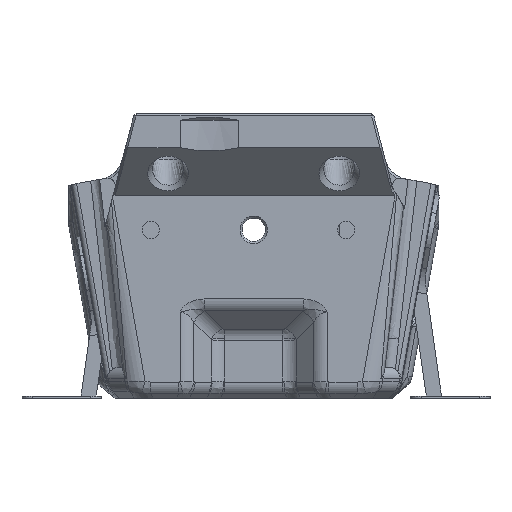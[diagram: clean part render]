
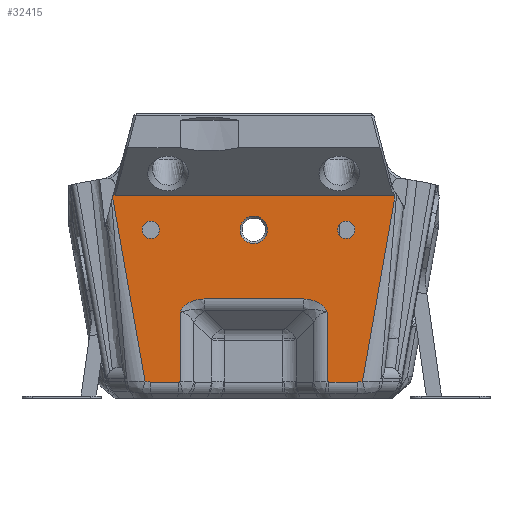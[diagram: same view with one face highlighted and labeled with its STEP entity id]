
A CAD part, front view. The second image highlights one B-rep face of the part: STEP entity #32415.
In plain terms, the highlighted planar face has unit normal (0, -1, 0).
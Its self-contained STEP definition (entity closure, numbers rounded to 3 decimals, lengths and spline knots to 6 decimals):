
#990=ELLIPSE('',#34757,0.002947,0.002);
#991=ELLIPSE('',#34761,0.006197,0.004);
#992=ELLIPSE('',#34762,0.006197,0.004);
#993=ELLIPSE('',#34766,0.002947,0.002);
#1649=B_SPLINE_CURVE_WITH_KNOTS('',3,(#53788,#53789,#53790,#53791),
 .UNSPECIFIED.,.F.,.F.,(4,4),(0.,0.999999),.UNSPECIFIED.);
#1650=B_SPLINE_CURVE_WITH_KNOTS('',3,(#53800,#53801,#53802,#53803,#53804,
#53805),.UNSPECIFIED.,.F.,.F.,(4,1,1,4),(0.,0.002711,0.004067,
0.005422),.UNSPECIFIED.);
#1651=B_SPLINE_CURVE_WITH_KNOTS('',3,(#53809,#53810,#53811,#53812,#53813,
#53814),.UNSPECIFIED.,.F.,.F.,(4,1,1,4),(0.,0.002711,0.004067,
0.005422),.UNSPECIFIED.);
#2522=CIRCLE('',#35027,0.0026);
#2523=CIRCLE('',#35028,0.00165);
#2524=CIRCLE('',#35029,0.00165);
#7663=ORIENTED_EDGE('',*,*,#15332,.F.);
#7664=ORIENTED_EDGE('',*,*,#15333,.T.);
#7665=ORIENTED_EDGE('',*,*,#15334,.T.);
#7666=ORIENTED_EDGE('',*,*,#15335,.T.);
#7667=ORIENTED_EDGE('',*,*,#15336,.F.);
#7668=ORIENTED_EDGE('',*,*,#15337,.T.);
#7669=ORIENTED_EDGE('',*,*,#14953,.F.);
#7670=ORIENTED_EDGE('',*,*,#14951,.T.);
#7671=ORIENTED_EDGE('',*,*,#14949,.F.);
#7672=ORIENTED_EDGE('',*,*,#15331,.F.);
#7673=ORIENTED_EDGE('',*,*,#15338,.F.);
#7674=ORIENTED_EDGE('',*,*,#15339,.T.);
#7675=ORIENTED_EDGE('',*,*,#15340,.T.);
#7676=ORIENTED_EDGE('',*,*,#15328,.T.);
#7677=ORIENTED_EDGE('',*,*,#14958,.T.);
#7678=ORIENTED_EDGE('',*,*,#14956,.F.);
#7679=ORIENTED_EDGE('',*,*,#14954,.T.);
#7680=ORIENTED_EDGE('',*,*,#15341,.T.);
#7681=ORIENTED_EDGE('',*,*,#15342,.F.);
#7682=ORIENTED_EDGE('',*,*,#15343,.F.);
#14949=EDGE_CURVE('',#19176,#19177,#990,.T.);
#14951=EDGE_CURVE('',#19178,#19177,#22215,.T.);
#14953=EDGE_CURVE('',#19178,#19166,#991,.T.);
#14954=EDGE_CURVE('',#19179,#19175,#992,.T.);
#14956=EDGE_CURVE('',#19179,#19180,#22216,.T.);
#14958=EDGE_CURVE('',#19181,#19180,#993,.T.);
#15328=EDGE_CURVE('',#19389,#19181,#22380,.T.);
#15331=EDGE_CURVE('',#19390,#19176,#22381,.T.);
#15332=EDGE_CURVE('',#19391,#19175,#22382,.T.);
#15333=EDGE_CURVE('',#19391,#19392,#1649,.T.);
#15334=EDGE_CURVE('',#19392,#19393,#22383,.T.);
#15335=EDGE_CURVE('',#19393,#19394,#22384,.F.);
#15336=EDGE_CURVE('',#19395,#19394,#22385,.T.);
#15337=EDGE_CURVE('',#19395,#19166,#22386,.T.);
#15338=EDGE_CURVE('',#19396,#19390,#1650,.T.);
#15339=EDGE_CURVE('',#19396,#19397,#22387,.F.);
#15340=EDGE_CURVE('',#19397,#19389,#1651,.T.);
#15341=EDGE_CURVE('',#19398,#19398,#2522,.F.);
#15342=EDGE_CURVE('',#19399,#19399,#2523,.T.);
#15343=EDGE_CURVE('',#19400,#19400,#2524,.T.);
#19166=VERTEX_POINT('',#52163);
#19175=VERTEX_POINT('',#52264);
#19176=VERTEX_POINT('',#52291);
#19177=VERTEX_POINT('',#52293);
#19178=VERTEX_POINT('',#52297);
#19179=VERTEX_POINT('',#52349);
#19180=VERTEX_POINT('',#52353);
#19181=VERTEX_POINT('',#52380);
#19389=VERTEX_POINT('',#53779);
#19390=VERTEX_POINT('',#53783);
#19391=VERTEX_POINT('',#53787);
#19392=VERTEX_POINT('',#53792);
#19393=VERTEX_POINT('',#53794);
#19394=VERTEX_POINT('',#53796);
#19395=VERTEX_POINT('',#53798);
#19396=VERTEX_POINT('',#53806);
#19397=VERTEX_POINT('',#53808);
#19398=VERTEX_POINT('',#53816);
#19399=VERTEX_POINT('',#53818);
#19400=VERTEX_POINT('',#53820);
#22215=LINE('',#52296,#25073);
#22216=LINE('',#52352,#25074);
#22380=LINE('',#53778,#25238);
#22381=LINE('',#53784,#25239);
#22382=LINE('',#53786,#25240);
#22383=LINE('',#53793,#25241);
#22384=LINE('',#53795,#25242);
#22385=LINE('',#53797,#25243);
#22386=LINE('',#53799,#25244);
#22387=LINE('',#53807,#25245);
#25073=VECTOR('',#40198,1.);
#25074=VECTOR('',#40209,1.);
#25238=VECTOR('',#40889,1.);
#25239=VECTOR('',#40896,1.);
#25240=VECTOR('',#40899,1.);
#25241=VECTOR('',#40900,1.);
#25242=VECTOR('',#40901,1.);
#25243=VECTOR('',#40902,1.);
#25244=VECTOR('',#40903,1.);
#25245=VECTOR('',#40904,1.);
#27486=EDGE_LOOP('',(#7663,#7664,#7665,#7666,#7667,#7668,#7669,#7670,#7671,
#7672,#7673,#7674,#7675,#7676,#7677,#7678,#7679));
#27487=EDGE_LOOP('',(#7680));
#27488=EDGE_LOOP('',(#7681));
#27489=EDGE_LOOP('',(#7682));
#29469=FACE_BOUND('',#27486,.T.);
#29470=FACE_BOUND('',#27487,.T.);
#29471=FACE_BOUND('',#27488,.T.);
#29472=FACE_BOUND('',#27489,.T.);
#30997=PLANE('',#35026);
#32415=ADVANCED_FACE('',(#29469,#29470,#29471,#29472),#30997,.T.);
#34757=AXIS2_PLACEMENT_3D('',#52292,#40192,#40193);
#34761=AXIS2_PLACEMENT_3D('',#52323,#40201,#40202);
#34762=AXIS2_PLACEMENT_3D('',#52348,#40203,#40204);
#34766=AXIS2_PLACEMENT_3D('',#52379,#40212,#40213);
#35026=AXIS2_PLACEMENT_3D('',#53785,#40897,#40898);
#35027=AXIS2_PLACEMENT_3D('',#53815,#40905,#40906);
#35028=AXIS2_PLACEMENT_3D('',#53817,#40907,#40908);
#35029=AXIS2_PLACEMENT_3D('',#53819,#40909,#40910);
#40192=DIRECTION('',(0.,1.,0.));
#40193=DIRECTION('',(-0.383,0.,-0.924));
#40198=DIRECTION('',(1.,0.,0.));
#40201=DIRECTION('',(0.,1.,0.));
#40202=DIRECTION('',(-0.534,0.,0.845));
#40203=DIRECTION('',(0.,-1.,0.));
#40204=DIRECTION('',(0.534,0.,0.845));
#40209=DIRECTION('',(-1.,0.,0.));
#40212=DIRECTION('',(0.,-1.,0.));
#40213=DIRECTION('',(0.383,0.,-0.924));
#40889=DIRECTION('',(0.,0.,-1.));
#40896=DIRECTION('',(0.,0.,-1.));
#40897=DIRECTION('',(0.,-1.,0.));
#40898=DIRECTION('',(1.,0.,0.));
#40899=DIRECTION('',(-0.174,0.,-0.985));
#40900=DIRECTION('',(-1.,0.,0.));
#40901=DIRECTION('',(0.506,0.,-0.863));
#40902=DIRECTION('',(0.25,0.,0.968));
#40903=DIRECTION('',(0.174,0.,-0.985));
#40904=DIRECTION('',(-1.,0.,0.));
#40905=DIRECTION('',(0.,-1.,0.));
#40906=DIRECTION('',(1.,0.,0.));
#40907=DIRECTION('',(0.,-1.,0.));
#40908=DIRECTION('',(1.,0.,0.));
#40909=DIRECTION('',(0.,-1.,0.));
#40910=DIRECTION('',(1.,0.,0.));
#52163=CARTESIAN_POINT('',(-0.020567,-0.0225,0.003176));
#52264=CARTESIAN_POINT('',(0.020567,-0.0225,0.003176));
#52291=CARTESIAN_POINT('',(-0.013891,-0.0225,0.003078));
#52292=CARTESIAN_POINT('',(-0.013643,-0.0225,0.005871));
#52293=CARTESIAN_POINT('',(-0.014228,-0.0225,0.003043));
#52296=CARTESIAN_POINT('',(0.028932,-0.0225,0.003043));
#52297=CARTESIAN_POINT('',(-0.01958,-0.0225,0.003043));
#52323=CARTESIAN_POINT('',(-0.021369,-0.0225,0.008699));
#52348=CARTESIAN_POINT('',(0.021369,-0.0225,0.008699));
#52349=CARTESIAN_POINT('',(0.01958,-0.0225,0.003043));
#52352=CARTESIAN_POINT('',(-0.000052,-0.0225,0.003043));
#52353=CARTESIAN_POINT('',(0.014228,-0.0225,0.003043));
#52379=CARTESIAN_POINT('',(0.013643,-0.0225,0.005871));
#52380=CARTESIAN_POINT('',(0.013891,-0.0225,0.003078));
#53778=CARTESIAN_POINT('',(0.013891,-0.0225,0.021029));
#53779=CARTESIAN_POINT('',(0.013891,-0.0225,0.016279));
#53783=CARTESIAN_POINT('',(-0.013891,-0.0225,0.016279));
#53784=CARTESIAN_POINT('',(-0.013891,-0.0225,0.021029));
#53785=CARTESIAN_POINT('',(-0.000052,-0.0225,0.021029));
#53786=CARTESIAN_POINT('',(0.023002,-0.0225,0.016983));
#53787=CARTESIAN_POINT('',(0.026543,-0.0225,0.037069));
#53788=CARTESIAN_POINT('',(0.026543,-0.0225,0.037069));
#53789=CARTESIAN_POINT('',(0.026593,-0.0225,0.037486));
#53790=CARTESIAN_POINT('',(0.026643,-0.0225,0.037903));
#53791=CARTESIAN_POINT('',(0.026693,-0.0225,0.03832));
#53792=CARTESIAN_POINT('',(0.026693,-0.0225,0.03832));
#53793=CARTESIAN_POINT('',(-0.01013,-0.0225,0.03832));
#53794=CARTESIAN_POINT('',(-0.026227,-0.0225,0.03832));
#53795=CARTESIAN_POINT('',(-0.028491,-0.0225,0.042183));
#53796=CARTESIAN_POINT('',(-0.026509,-0.0225,0.038801));
#53797=CARTESIAN_POINT('',(-0.029158,-0.0225,0.028557));
#53798=CARTESIAN_POINT('',(-0.026711,-0.0225,0.03802));
#53799=CARTESIAN_POINT('',(-0.023002,-0.0225,0.016983));
#53800=CARTESIAN_POINT('',(-0.009407,-0.0225,0.018764));
#53801=CARTESIAN_POINT('',(-0.010317,-0.0225,0.018764));
#53802=CARTESIAN_POINT('',(-0.011678,-0.0225,0.018487));
#53803=CARTESIAN_POINT('',(-0.013195,-0.0225,0.017473));
#53804=CARTESIAN_POINT('',(-0.013753,-0.0225,0.016709));
#53805=CARTESIAN_POINT('',(-0.013891,-0.0225,0.016279));
#53806=CARTESIAN_POINT('',(-0.009407,-0.0225,0.018764));
#53807=CARTESIAN_POINT('',(-0.000052,-0.0225,0.018764));
#53808=CARTESIAN_POINT('',(0.009407,-0.0225,0.018764));
#53809=CARTESIAN_POINT('',(0.009407,-0.0225,0.018764));
#53810=CARTESIAN_POINT('',(0.010317,-0.0225,0.018764));
#53811=CARTESIAN_POINT('',(0.011678,-0.0225,0.018487));
#53812=CARTESIAN_POINT('',(0.013195,-0.0225,0.017473));
#53813=CARTESIAN_POINT('',(0.013753,-0.0225,0.016709));
#53814=CARTESIAN_POINT('',(0.013891,-0.0225,0.016279));
#53815=CARTESIAN_POINT('',(0.,-0.0225,0.03185));
#53816=CARTESIAN_POINT('',(0.0026,-0.0225,0.03185));
#53817=CARTESIAN_POINT('',(0.017499,-0.0225,0.031853));
#53818=CARTESIAN_POINT('',(0.019149,-0.0225,0.031853));
#53819=CARTESIAN_POINT('',(-0.019501,-0.0225,0.031853));
#53820=CARTESIAN_POINT('',(-0.017851,-0.0225,0.031853));
